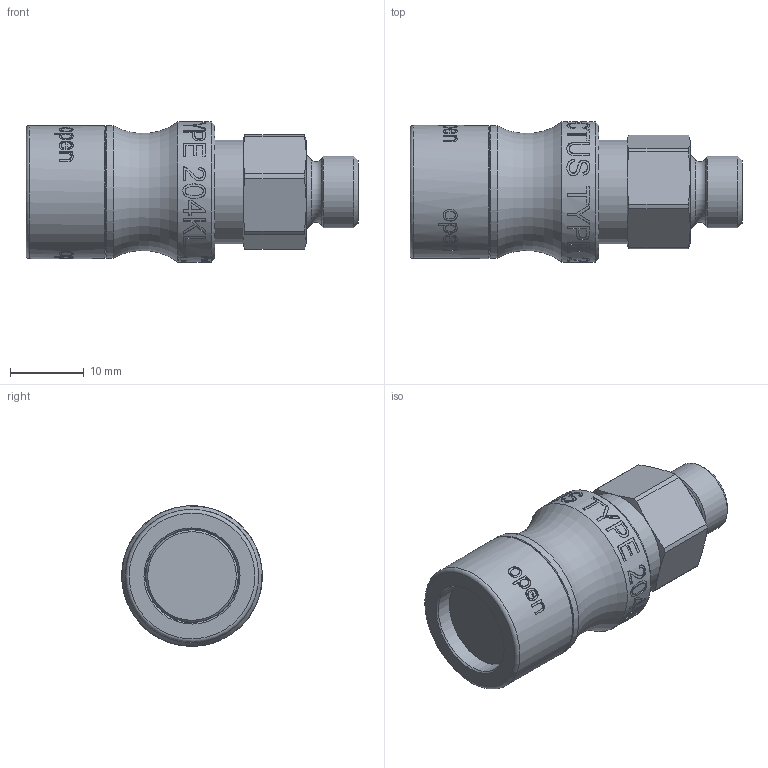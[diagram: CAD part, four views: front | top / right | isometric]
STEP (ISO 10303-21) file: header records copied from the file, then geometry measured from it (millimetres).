
FILE_DESCRIPTION((''),'2;1');
FILE_NAME('204klaw10evx.stp','2014-07-14T09:08:28',('AS035480'),(''),'Autodesk Inventor 2013','Autodesk Inventor 2013','');
FILE_SCHEMA(('AUTOMOTIVE_DESIGN { 1 0 10303 214 1 1 1 1 }'));
Length unit declared in the file: millimetre
Products named in the file (1): D111033
Bounding box: 44.9 x 19 x 19 mm (x, y, z)
Volume: 7215.7 mm3; surface area: 5958 mm2
Topology: 2 solids, 6 shells, 813 faces, 2098 edges, 1385 vertices
Faces by surface type: plane 337, bspline 307, cylinder 113, cone 46, torus 10
Full cylindrical faces by diameter (mm): 9.728 x1, 11 x2, 11.3 x1, 12 x2, 12.5 x2, 12.6 x1, 12.7 x1, 13 x1, 14 x1, 14.05 x1, 14.2 x1, 14.6 x1, 14.8 x1, 16.35 x2, 17 x3, 17.2 x1, 18 x2, 19 x1
Entity records: 111265 total; most frequent: CARTESIAN_POINT 93549, ORIENTED_EDGE 4022, DIRECTION 2374, EDGE_CURVE 2011, VERTEX_POINT 1364, EDGE_LOOP 975, B_SPLINE_CURVE_WITH_KNOTS 910, FACE_OUTER_BOUND 812
